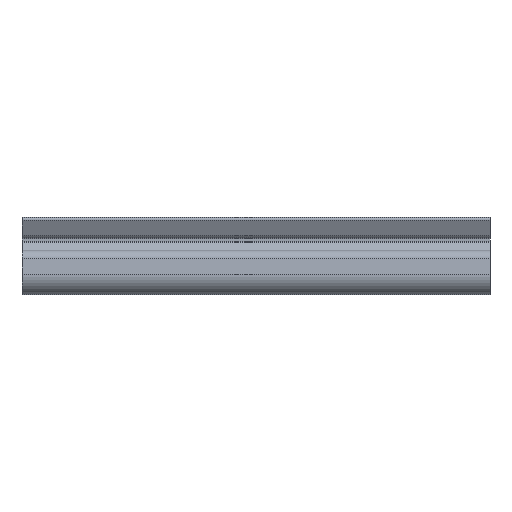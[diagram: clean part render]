
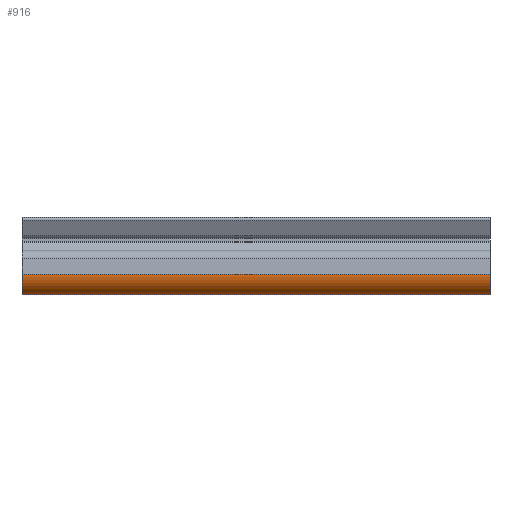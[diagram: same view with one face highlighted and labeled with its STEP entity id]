
A CAD part, left-side view. The second image highlights one B-rep face of the part: STEP entity #916.
In plain terms, the highlighted cylindrical face has radius 4 mm (diameter 8 mm), a partial arc.
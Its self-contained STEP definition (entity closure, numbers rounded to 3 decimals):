
#916 = ADVANCED_FACE( '', ( #1862 ), #1863, .T. );
#1862 = FACE_OUTER_BOUND( '', #2835, .T. );
#1863 = CYLINDRICAL_SURFACE( '', #2836, 4. );
#2835 = EDGE_LOOP( '', ( #5859, #5860, #5861, #5862 ) );
#2836 = AXIS2_PLACEMENT_3D( '', #5863, #5864, #5865 );
#5859 = ORIENTED_EDGE( '', *, *, #7211, .T. );
#5860 = ORIENTED_EDGE( '', *, *, #6483, .F. );
#5861 = ORIENTED_EDGE( '', *, *, #7160, .F. );
#5862 = ORIENTED_EDGE( '', *, *, #6501, .T. );
#5863 = CARTESIAN_POINT( '', ( -36., 100., -4.25 ) );
#5864 = DIRECTION( '', ( 0., 1., 0. ) );
#5865 = DIRECTION( '', ( 0., 0., -1. ) );
#6483 = EDGE_CURVE( '', #8009, #8004, #8011, .T. );
#6501 = EDGE_CURVE( '', #8043, #8041, #8044, .T. );
#7160 = EDGE_CURVE( '', #8043, #8009, #9044, .T. );
#7211 = EDGE_CURVE( '', #8041, #8004, #9105, .T. );
#8004 = VERTEX_POINT( '', #10111 );
#8009 = VERTEX_POINT( '', #10118 );
#8011 = LINE( '', #10121, #10122 );
#8041 = VERTEX_POINT( '', #10158 );
#8043 = VERTEX_POINT( '', #10161 );
#8044 = LINE( '', #10162, #10163 );
#9044 = CIRCLE( '', #11476, 4. );
#9105 = CIRCLE( '', #11560, 4. );
#10111 = CARTESIAN_POINT( '', ( -39.985, 0., -3.9 ) );
#10118 = CARTESIAN_POINT( '', ( -39.985, 100., -3.9 ) );
#10121 = CARTESIAN_POINT( '', ( -39.985, 100., -3.9 ) );
#10122 = VECTOR( '', #12288, 1000. );
#10158 = CARTESIAN_POINT( '', ( -36., 0., -8.25 ) );
#10161 = CARTESIAN_POINT( '', ( -36., 100., -8.25 ) );
#10162 = CARTESIAN_POINT( '', ( -36., 100., -8.25 ) );
#10163 = VECTOR( '', #12314, 1000. );
#11476 = AXIS2_PLACEMENT_3D( '', #13252, #13253, #13254 );
#11560 = AXIS2_PLACEMENT_3D( '', #13338, #13339, #13340 );
#12288 = DIRECTION( '', ( 0., -1., 0. ) );
#12314 = DIRECTION( '', ( 0., -1., 0. ) );
#13252 = CARTESIAN_POINT( '', ( -36., 100., -4.25 ) );
#13253 = DIRECTION( '', ( 0., 1., 0. ) );
#13254 = DIRECTION( '', ( 1., 0., 0. ) );
#13338 = CARTESIAN_POINT( '', ( -36., 0., -4.25 ) );
#13339 = DIRECTION( '', ( 0., 1., 0. ) );
#13340 = DIRECTION( '', ( 1., 0., 0. ) );
